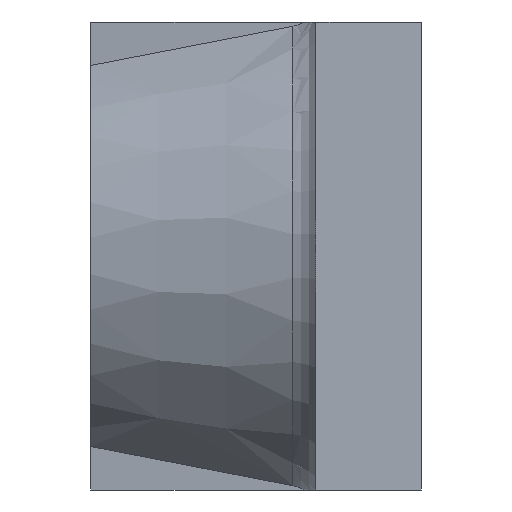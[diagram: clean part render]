
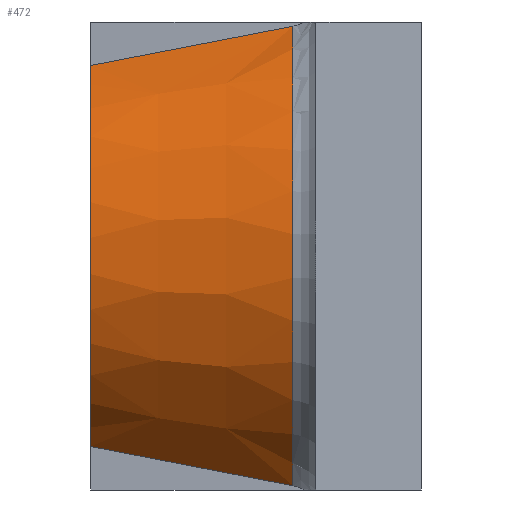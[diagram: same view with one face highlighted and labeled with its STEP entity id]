
A CAD part, left-side view. The second image highlights one B-rep face of the part: STEP entity #472.
In plain terms, the highlighted conical face has half-angle 11.997 degrees and reference radius 0.877 mm.
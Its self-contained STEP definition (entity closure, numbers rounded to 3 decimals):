
#33 = VERTEX_POINT ( 'NONE', #833 ) ;
#44 = EDGE_CURVE ( 'NONE', #33, #46, #875, .T. ) ;
#46 = VERTEX_POINT ( 'NONE', #860 ) ;
#365 = ORIENTED_EDGE ( 'NONE', *, *, #421, .F. ) ;
#401 = VERTEX_POINT ( 'NONE', #1617 ) ;
#406 = VERTEX_POINT ( 'NONE', #1798 ) ;
#418 = EDGE_CURVE ( 'NONE', #46, #401, #2844, .T. ) ;
#421 = EDGE_CURVE ( 'NONE', #406, #33, #1410, .T. ) ;
#430 = EDGE_CURVE ( 'NONE', #406, #401, #1441, .T. ) ;
#466 = ORIENTED_EDGE ( 'NONE', *, *, #430, .T. ) ;
#470 = ORIENTED_EDGE ( 'NONE', *, *, #418, .F. ) ;
#472 = ADVANCED_FACE ( 'NONE', ( #1958 ), #1897, .T. ) ;
#492 = EDGE_LOOP ( 'NONE', ( #470, #497, #365, #466 ) ) ;
#497 = ORIENTED_EDGE ( 'NONE', *, *, #44, .F. ) ;
#833 = CARTESIAN_POINT ( 'NONE',  ( -0.33, 0.8, -0.651 ) ) ;
#860 = CARTESIAN_POINT ( 'NONE',  ( -0.33, 0.8, 0.651 ) ) ;
#861 = DIRECTION ( 'NONE',  ( 0., 0., 1. ) ) ;
#863 = DIRECTION ( 'NONE',  ( 0., 1., 0. ) ) ;
#869 = AXIS2_PLACEMENT_3D ( 'NONE', #876, #863, #861 ) ;
#875 = CIRCLE ( 'NONE', #869, 0.73 ) ;
#876 = CARTESIAN_POINT ( 'NONE',  ( 0., 0.8, 0. ) ) ;
#1399 = CARTESIAN_POINT ( 'NONE',  ( -0.33, 0.8, -0.651 ) ) ;
#1400 = CARTESIAN_POINT ( 'NONE',  ( -0.37, 0.339, -0.741 ) ) ;
#1401 = CARTESIAN_POINT ( 'NONE',  ( -0.35, 0.57, -0.696 ) ) ;
#1407 = CARTESIAN_POINT ( 'NONE',  ( -0.391, 0.109, -0.785 ) ) ;
#1410 = B_SPLINE_CURVE_WITH_KNOTS ( 'NONE', 3,
 ( #1407, #1400, #1401, #1399 ),
 .UNSPECIFIED., .F., .F.,
 ( 4, 4 ),
 ( 0., 0.001 ),
 .UNSPECIFIED. ) ;
#1441 = CIRCLE ( 'NONE', #1454, 0.877 ) ;
#1442 = DIRECTION ( 'NONE',  ( 0., 0., 1. ) ) ;
#1445 = CARTESIAN_POINT ( 'NONE',  ( 0., 0.109, 0. ) ) ;
#1448 = DIRECTION ( 'NONE',  ( 0., 1., 0. ) ) ;
#1454 = AXIS2_PLACEMENT_3D ( 'NONE', #1445, #1448, #1442 ) ;
#1617 = CARTESIAN_POINT ( 'NONE',  ( -0.391, 0.109, 0.785 ) ) ;
#1798 = CARTESIAN_POINT ( 'NONE',  ( -0.391, 0.109, -0.785 ) ) ;
#1897 = CONICAL_SURFACE ( 'NONE', #1935, 0.877, 0.209 ) ;
#1935 = AXIS2_PLACEMENT_3D ( 'NONE', #1989, #1988, #1990 ) ;
#1958 = FACE_OUTER_BOUND ( 'NONE', #492, .T. ) ;
#1988 = DIRECTION ( 'NONE',  ( 0., -1., 0. ) ) ;
#1989 = CARTESIAN_POINT ( 'NONE',  ( 0., 0.109, 0. ) ) ;
#1990 = DIRECTION ( 'NONE',  ( 0., 0., -1. ) ) ;
#2844 = B_SPLINE_CURVE_WITH_KNOTS ( 'NONE', 3,
 ( #2928, #2929, #2927, #2930 ),
 .UNSPECIFIED., .F., .F.,
 ( 4, 4 ),
 ( 0., 0.001 ),
 .UNSPECIFIED. ) ;
#2927 = CARTESIAN_POINT ( 'NONE',  ( -0.37, 0.339, 0.741 ) ) ;
#2928 = CARTESIAN_POINT ( 'NONE',  ( -0.33, 0.8, 0.651 ) ) ;
#2929 = CARTESIAN_POINT ( 'NONE',  ( -0.35, 0.57, 0.696 ) ) ;
#2930 = CARTESIAN_POINT ( 'NONE',  ( -0.391, 0.109, 0.785 ) ) ;
